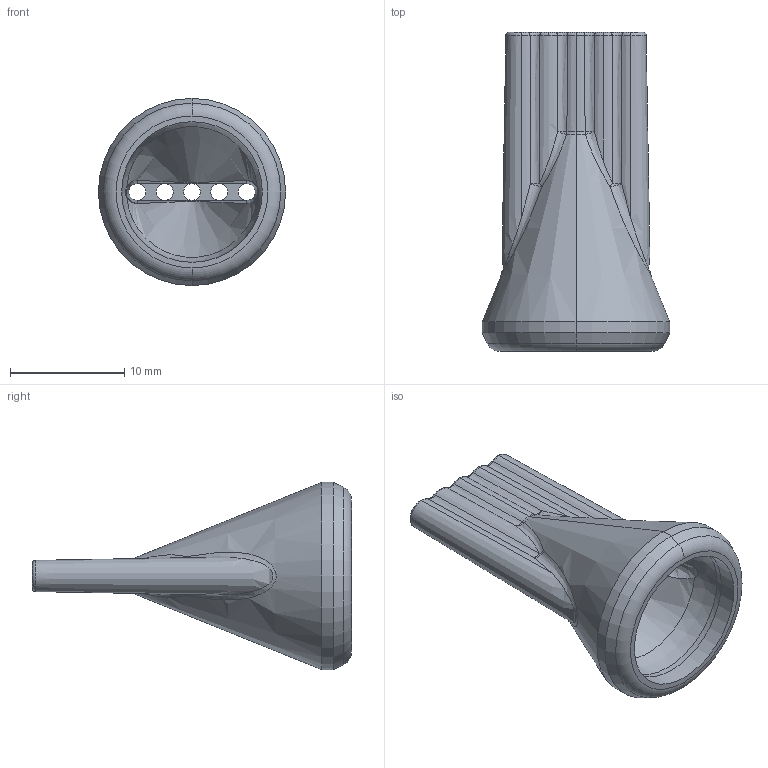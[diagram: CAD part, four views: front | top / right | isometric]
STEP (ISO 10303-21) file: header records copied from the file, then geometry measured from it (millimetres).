
FILE_DESCRIPTION (( 'STEP AP203' ), '1' );
FILE_NAME ('1-4 Flat 5 Hole Nozzle.STEP', '2005-02-04T21:42:48', ( 'mark lockwood' ), ( 'lockwood products inc.' ), 'SwSTEP 2.0', 'SolidWorks 2004146', '' );
FILE_SCHEMA (( 'CONFIG_CONTROL_DESIGN' ));
Length unit declared in the file: inch
Products named in the file (1): 1-4 Flat 5 Hole Nozzle
Bounding box: 16.38 x 27.92 x 16.38 mm (x, y, z)
Volume: 1121.6 mm3; surface area: 1921.5 mm2
Topology: 1 solids, 1 shells, 97 faces, 223 edges, 124 vertices
Faces by surface type: cone 23, bspline 22, torus 20, cylinder 14, sphere 10, plane 8
Entity records: 10172 total; most frequent: CARTESIAN_POINT 8013, ORIENTED_EDGE 438, DIRECTION 437, EDGE_CURVE 219, AXIS2_PLACEMENT_3D 200, CIRCLE 124, VERTEX_POINT 122, EDGE_LOOP 105
